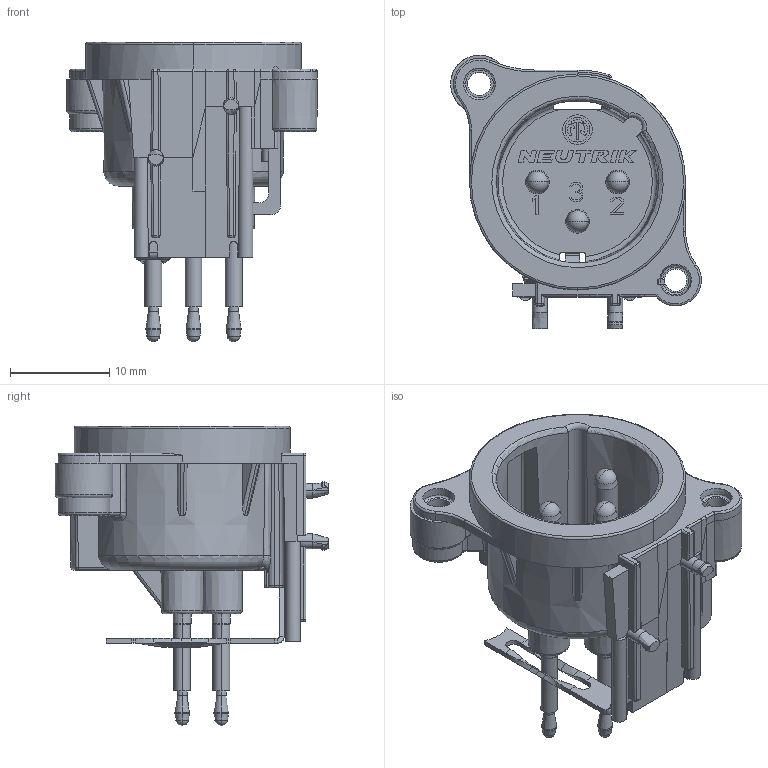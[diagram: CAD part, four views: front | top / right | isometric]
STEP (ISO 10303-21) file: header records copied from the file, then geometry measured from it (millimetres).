
FILE_DESCRIPTION((''),'2;1');
FILE_NAME('30012325','2025-03-18T08:42:17',('lob'),(''),'CREO PARAMETRIC BY PTC INC, 2023424','CREO PARAMETRIC BY PTC INC, 2023424','');
FILE_SCHEMA(('AUTOMOTIVE_DESIGN { 1 0 10303 214 1 1 1 1 }'));
Length unit declared in the file: millimetre
Products named in the file (1): 30012325
Bounding box: 25.3 x 27.6 x 30.2 mm (x, y, z)
Volume: 2648.3 mm3; surface area: 4207.3 mm2
Topology: 1 solids, 1 shells, 785 faces, 2039 edges, 1257 vertices
Faces by surface type: plane 412, cylinder 173, bspline 80, cone 53, torus 39, sphere 26, extrusion 2
Entity records: 38310 total; most frequent: CARTESIAN_POINT 8045, ORIENTED_EDGE 4050, DIRECTION 3532, PRESENTATION_STYLE_ASSIGNMENT 2806, STYLED_ITEM 2029, CURVE_STYLE 2028, EDGE_CURVE 2025, VERTEX_POINT 1257
